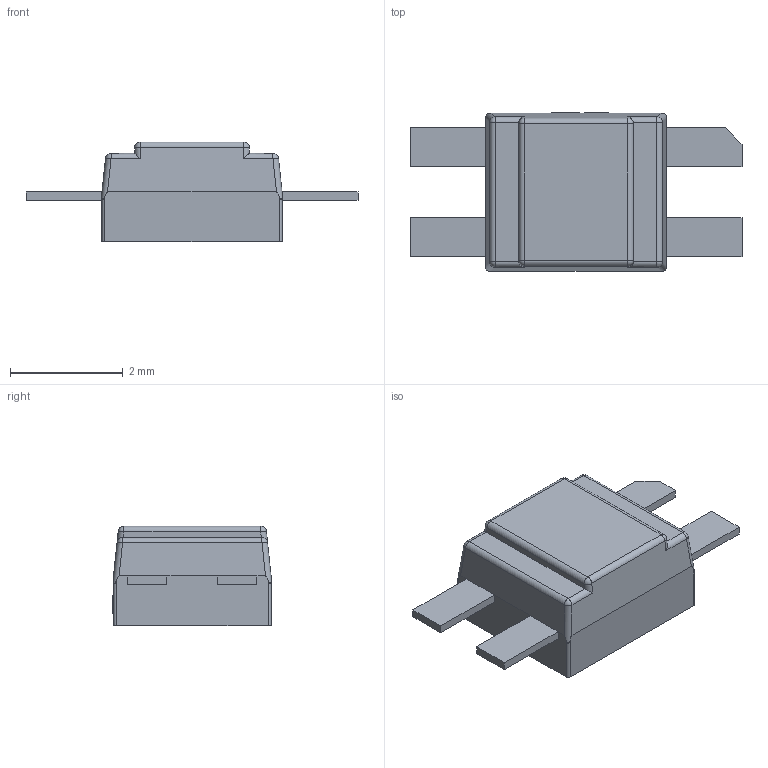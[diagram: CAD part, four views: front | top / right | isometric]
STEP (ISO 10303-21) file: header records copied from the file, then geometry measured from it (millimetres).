
FILE_DESCRIPTION(('FreeCAD Model'),'2;1');
FILE_NAME('Open CASCADE Shape Model','2025-10-29T00:09:31',(''),(''), 'Open CASCADE STEP processor 7.9','FreeCAD','Unknown');
FILE_SCHEMA(('AUTOMOTIVE_DESIGN { 1 0 10303 214 1 1 1 1 }'));
Length unit declared in the file: millimetre
Products named in the file (4): LED1~LED-SMD_4P_XL-6028RGBW-WS2812B~LED-SMD_4P_
XL-6028RGBW-WS2812B~1bUX; LED-SMD_4P_XL-6028RGBW-WS2812B~LED-SMD_4P_XL-6028RGBW-WS2812B~1bUX002; LED-SMD_4P_XL-6028RGBW-WS2812B~LED-SMD_4P_XL-6028RGBW-WS2812B~1bUX; LED-SMD_4P_XL-6028RGBW-WS2812B~LED-SMD_4P_XL-6028RGBW-WS2812B~1bUX001
Assembly tree (3 placements, depth 3):
  LED1~LED-SMD_4P_XL-6028RGBW-WS2812B~LED-SMD_4P_
XL-6028RGBW-WS2812B~1bUX
    LED-SMD_4P_XL-6028RGBW-WS2812B~LED-SMD_4P_XL-6028RGBW-WS2812B~1bUX002
      LED-SMD_4P_XL-6028RGBW-WS2812B~LED-SMD_4P_XL-6028RGBW-WS2812B~1bUX
      LED-SMD_4P_XL-6028RGBW-WS2812B~LED-SMD_4P_XL-6028RGBW-WS2812B~1bUX001
Bounding box: 5.9 x 2.81 x 1.77 mm (x, y, z)
Volume: 15.2 mm3; surface area: 62.3 mm2
Topology: 2 solids, 2 shells, 303 faces, 802 edges, 524 vertices
Faces by surface type: plane 171, bspline 98, cylinder 22, sphere 8, cone 4
Entity records: 11683 total; most frequent: CARTESIAN_POINT 3095, ORIENTED_EDGE 1604, DIRECTION 1036, EDGE_CURVE 802, LINE 546, VECTOR 546, VERTEX_POINT 524, FACE_BOUND 324
